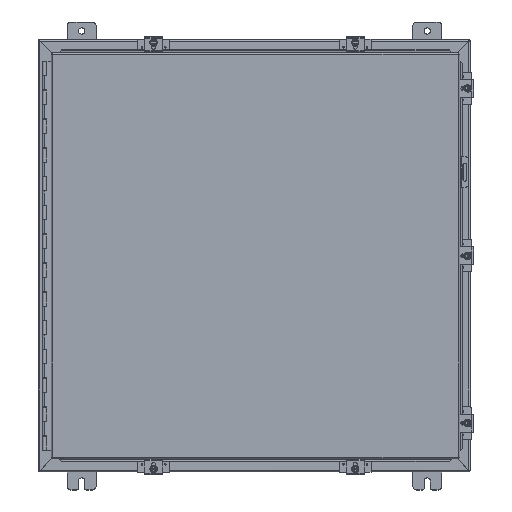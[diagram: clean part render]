
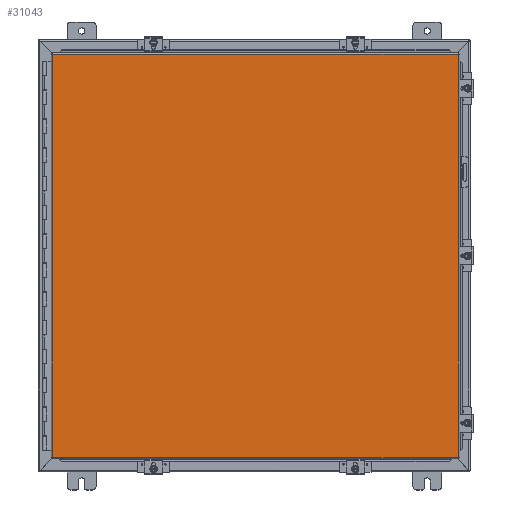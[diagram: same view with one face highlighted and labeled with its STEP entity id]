
A CAD part, top view. The second image highlights one B-rep face of the part: STEP entity #31043.
In plain terms, the highlighted face is planar.
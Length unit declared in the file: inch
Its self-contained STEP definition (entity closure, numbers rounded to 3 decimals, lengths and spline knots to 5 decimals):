
#95 = ORIENTED_EDGE ( 'NONE', *, *, #18109, .T. ) ;
#263 = FACE_OUTER_BOUND ( 'NONE', #41954, .T. ) ;
#5957 = VERTEX_POINT ( 'NONE', #35767 ) ;
#7934 = ORIENTED_EDGE ( 'NONE', *, *, #14938, .T. ) ;
#9327 = CARTESIAN_POINT ( 'NONE',  ( -14.08225, 13.9885, 0. ) ) ;
#13398 = DIRECTION ( 'NONE',  ( 0., -1., 0. ) ) ;
#13875 = CARTESIAN_POINT ( 'NONE',  ( 14.08225, 6.99425, 0. ) ) ;
#14028 = VERTEX_POINT ( 'NONE', #37008 ) ;
#14938 = EDGE_CURVE ( 'NONE', #22354, #14028, #35468, .T. ) ;
#14940 = ORIENTED_EDGE ( 'NONE', *, *, #16234, .T. ) ;
#16234 = EDGE_CURVE ( 'NONE', #38713, #5957, #41078, .T. ) ;
#17921 = EDGE_CURVE ( 'NONE', #14028, #38713, #18821, .T. ) ;
#18109 = EDGE_CURVE ( 'NONE', #5957, #22354, #42873, .T. ) ;
#18439 = DIRECTION ( 'NONE',  ( 0., 1., 0. ) ) ;
#18728 = CARTESIAN_POINT ( 'NONE',  ( -14.08225, -6.99425, 0. ) ) ;
#18821 = LINE ( 'NONE', #18728, #43996 ) ;
#22354 = VERTEX_POINT ( 'NONE', #41137 ) ;
#25688 = DIRECTION ( 'NONE',  ( 1., 0., 0. ) ) ;
#26054 = CARTESIAN_POINT ( 'NONE',  ( -7.09375, 13.9885, 0. ) ) ;
#27148 = ORIENTED_EDGE ( 'NONE', *, *, #17921, .T. ) ;
#27939 = AXIS2_PLACEMENT_3D ( 'NONE', #41786, #41731, #41699 ) ;
#31043 = ADVANCED_FACE ( 'NONE', ( #263 ), #42148, .F. ) ;
#33748 = VECTOR ( 'NONE', #13398, 39.37008 ) ;
#33894 = DIRECTION ( 'NONE',  ( -1., 0., 0. ) ) ;
#33996 = CARTESIAN_POINT ( 'NONE',  ( 7.04113, -13.9885, 0. ) ) ;
#35468 = LINE ( 'NONE', #33996, #43512 ) ;
#35767 = CARTESIAN_POINT ( 'NONE',  ( 14.08225, 13.9885, 0. ) ) ;
#37008 = CARTESIAN_POINT ( 'NONE',  ( -14.08225, -13.9885, 0. ) ) ;
#37342 = VECTOR ( 'NONE', #25688, 39.37008 ) ;
#38713 = VERTEX_POINT ( 'NONE', #9327 ) ;
#41078 = LINE ( 'NONE', #26054, #37342 ) ;
#41137 = CARTESIAN_POINT ( 'NONE',  ( 14.08225, -13.9885, 0. ) ) ;
#41699 = DIRECTION ( 'NONE',  ( 1., 0., 0. ) ) ;
#41731 = DIRECTION ( 'NONE',  ( 0., 0., 1. ) ) ;
#41786 = CARTESIAN_POINT ( 'NONE',  ( 0., 0., 0. ) ) ;
#41954 = EDGE_LOOP ( 'NONE', ( #27148, #14940, #95, #7934 ) ) ;
#42148 = PLANE ( 'NONE',  #27939 ) ;
#42873 = LINE ( 'NONE', #13875, #33748 ) ;
#43512 = VECTOR ( 'NONE', #33894, 39.37008 ) ;
#43996 = VECTOR ( 'NONE', #18439, 39.37008 ) ;
